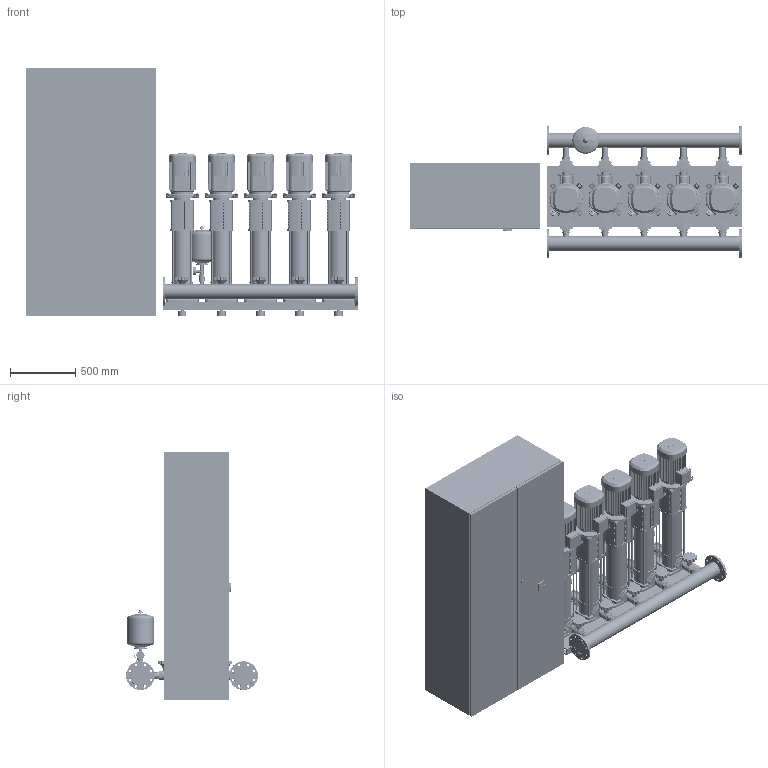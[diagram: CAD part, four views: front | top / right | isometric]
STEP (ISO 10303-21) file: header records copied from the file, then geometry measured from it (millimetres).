
FILE_DESCRIPTION((''),'2;1');
FILE_NAME('3d_COR-5HELIXV1012_K_CC-2534212.stp','2016-01-22T13:02:48',(''),(''),'Mechanical Desktop 2009','Mechanical Desktop 2009',', , ');
FILE_SCHEMA(('CONFIG_CONTROL_DESIGN'));
Length unit declared in the file: millimetre
Products named in the file (1): Product
Bounding box: 2550 x 1012 x 1900 mm (x, y, z)
Volume: 1149710030.9 mm3; surface area: 21335009.9 mm2
Topology: 247 solids, 247 shells, 8499 faces, 22321 edges, 14608 vertices
Faces by surface type: plane 3551, bspline 2246, cylinder 2150, cone 386, torus 134, sphere 32
Entity records: 280620 total; most frequent: CARTESIAN_POINT 71283, ORIENTED_EDGE 44586, DIRECTION 40819, EDGE_CURVE 22293, VERTEX_POINT 14602, VECTOR 14139, LINE 14139, AXIS2_PLACEMENT_3D 13340
